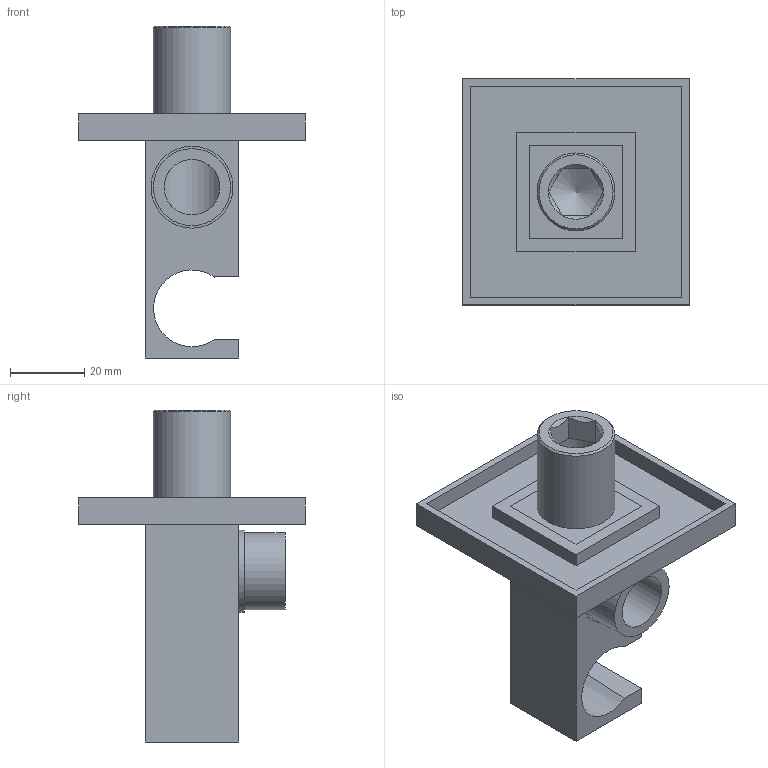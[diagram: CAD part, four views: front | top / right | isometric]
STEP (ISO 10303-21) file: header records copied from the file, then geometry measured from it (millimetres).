
FILE_DESCRIPTION (( 'STEP AP203' ), '1' );
FILE_NAME ('STEP99-227499.STEP', '2021-11-15T06:31:52', ( '' ), ( '' ), 'SwSTEP 2.0', 'SolidWorks 2021', '' );
FILE_SCHEMA (( 'CONFIG_CONTROL_DESIGN' ));
Length unit declared in the file: millimetre
Products named in the file (1): STEP99-227499
Bounding box: 61 x 61 x 89.6 mm (x, y, z)
Volume: 40140.7 mm3; surface area: 24049.6 mm2
Topology: 2 solids, 2 shells, 52 faces, 124 edges, 82 vertices
Faces by surface type: plane 42, cylinder 6, cone 4
Full cylindrical faces by diameter (mm): 15 x2, 18.7 x1, 20.8 x1, 21 x1, 22.1 x1
Entity records: 1649 total; most frequent: CARTESIAN_POINT 428, DIRECTION 220, ORIENTED_EDGE 220, EDGE_CURVE 110, LINE 84, VECTOR 84, VERTEX_POINT 78, EDGE_LOOP 72
